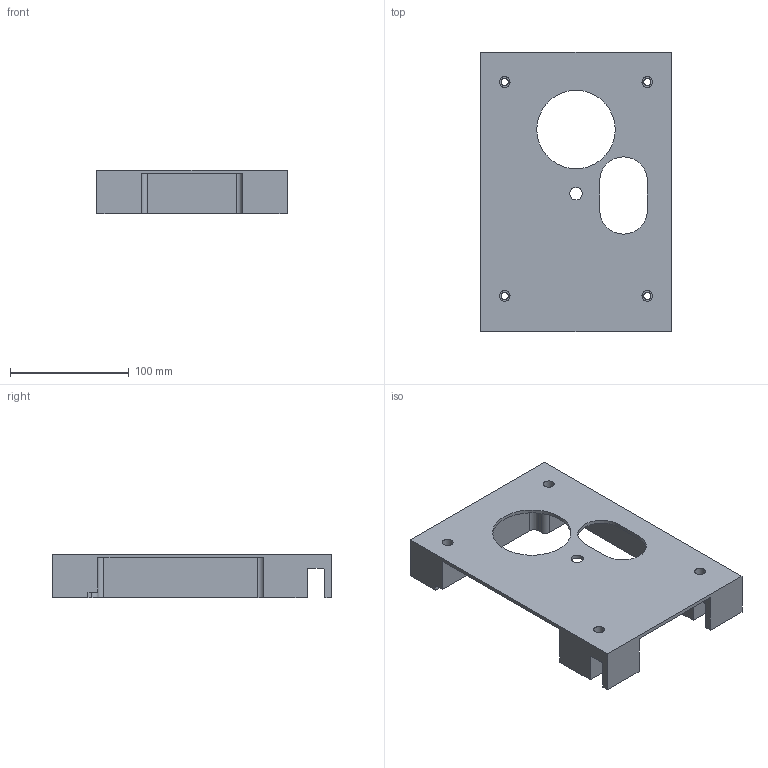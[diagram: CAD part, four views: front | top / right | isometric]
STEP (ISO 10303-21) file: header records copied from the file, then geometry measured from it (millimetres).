
FILE_DESCRIPTION(('FreeCAD Model'),'2;1');
FILE_NAME('Open CASCADE Shape Model','2025-08-24T20:38:34',(''),(''), 'Open CASCADE STEP processor 7.8','FreeCAD','Unknown');
FILE_SCHEMA(('AUTOMOTIVE_DESIGN { 1 0 10303 214 1 1 1 1 }'));
Length unit declared in the file: millimetre
Products named in the file (1): EngineCover
Bounding box: 160 x 235 x 37 mm (x, y, z)
Volume: 402062.9 mm3; surface area: 110422 mm2
Topology: 1 solids, 1 shells, 73 faces, 191 edges, 127 vertices
Faces by surface type: plane 49, cylinder 24
Full cylindrical faces by diameter (mm): 6 x4, 9 x4, 10.5 x1, 66 x1
Entity records: 4867 total; most frequent: CARTESIAN_POINT 948, DIRECTION 740, LINE 477, VECTOR 477, ORIENTED_EDGE 382, PCURVE 382, DEFINITIONAL_REPRESENTATION 382, EDGE_CURVE 191
